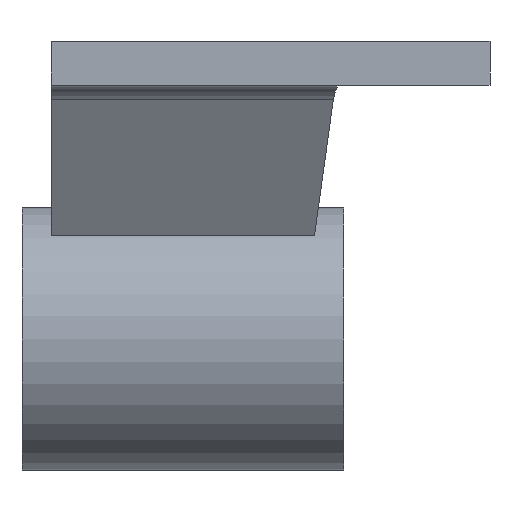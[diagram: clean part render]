
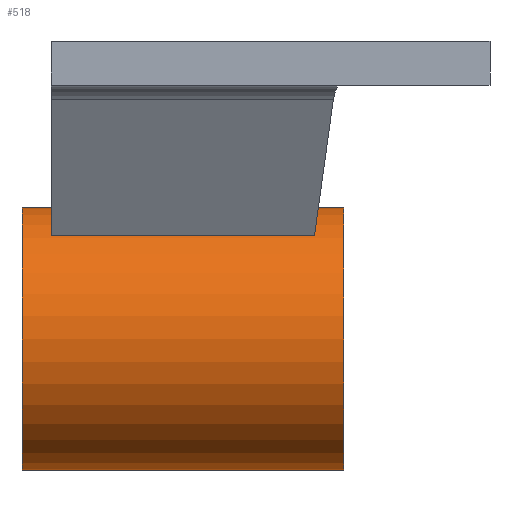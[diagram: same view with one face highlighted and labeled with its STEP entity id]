
A CAD part, left-side view. The second image highlights one B-rep face of the part: STEP entity #518.
In plain terms, the highlighted cylindrical face has radius 9 mm (diameter 18 mm), a full revolution.
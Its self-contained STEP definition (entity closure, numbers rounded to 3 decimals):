
#98 = AXIS2_PLACEMENT_3D ( 'NONE', #832, #858, #423 ) ;
#238 = CARTESIAN_POINT ( 'NONE',  ( 0., 0., 9. ) ) ;
#248 = CARTESIAN_POINT ( 'NONE',  ( 0., -22., 0. ) ) ;
#268 = CARTESIAN_POINT ( 'NONE',  ( 0., -22., 0. ) ) ;
#324 = CIRCLE ( 'NONE', #672, 9. ) ;
#360 = VERTEX_POINT ( 'NONE', #425 ) ;
#413 = EDGE_CURVE ( 'NONE', #1126, #1126, #559, .T. ) ;
#423 = DIRECTION ( 'NONE',  ( 0., 0., 1. ) ) ;
#425 = CARTESIAN_POINT ( 'NONE',  ( 0., -22., 9. ) ) ;
#460 = EDGE_LOOP ( 'NONE', ( #487 ) ) ;
#487 = ORIENTED_EDGE ( 'NONE', *, *, #490, .T. ) ;
#490 = EDGE_CURVE ( 'NONE', #360, #360, #324, .T. ) ;
#511 = AXIS2_PLACEMENT_3D ( 'NONE', #268, #968, #794 ) ;
#518 = ADVANCED_FACE ( 'NONE', ( #612, #533 ), #1058, .T. ) ;
#533 = FACE_OUTER_BOUND ( 'NONE', #547, .T. ) ;
#543 = DIRECTION ( 'NONE',  ( 0., 0., 1. ) ) ;
#547 = EDGE_LOOP ( 'NONE', ( #790 ) ) ;
#559 = CIRCLE ( 'NONE', #98, 9. ) ;
#612 = FACE_OUTER_BOUND ( 'NONE', #460, .T. ) ;
#672 = AXIS2_PLACEMENT_3D ( 'NONE', #248, #1041, #543 ) ;
#790 = ORIENTED_EDGE ( 'NONE', *, *, #413, .F. ) ;
#794 = DIRECTION ( 'NONE',  ( 0., 0., 1. ) ) ;
#832 = CARTESIAN_POINT ( 'NONE',  ( 0., 0., 0. ) ) ;
#858 = DIRECTION ( 'NONE',  ( 0., 1., 0. ) ) ;
#968 = DIRECTION ( 'NONE',  ( 0., 1., 0. ) ) ;
#1041 = DIRECTION ( 'NONE',  ( 0., 1., 0. ) ) ;
#1058 = CYLINDRICAL_SURFACE ( 'NONE', #511, 9. ) ;
#1126 = VERTEX_POINT ( 'NONE', #238 ) ;
